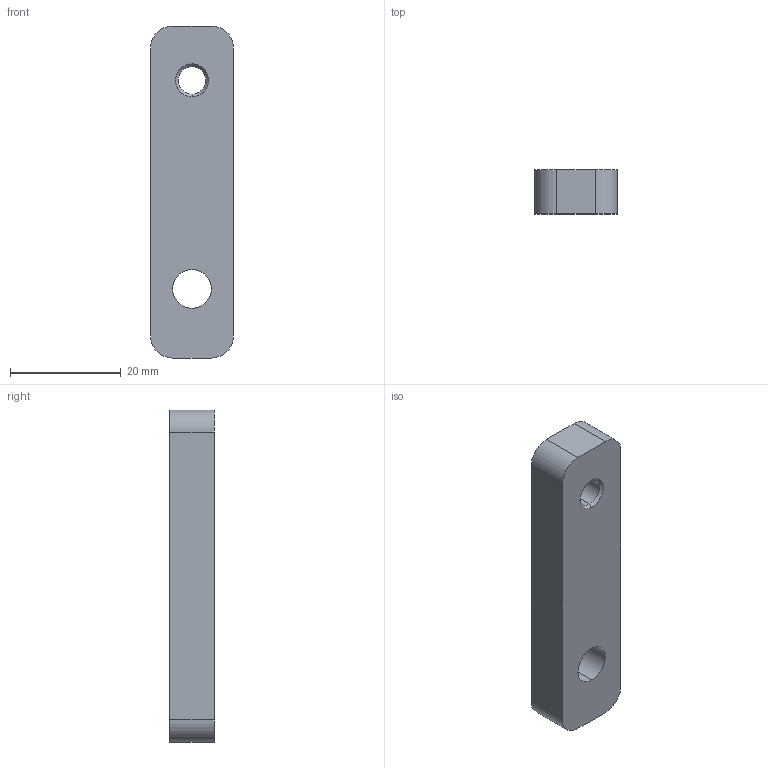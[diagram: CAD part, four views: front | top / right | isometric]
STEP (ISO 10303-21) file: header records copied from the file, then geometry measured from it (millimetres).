
FILE_DESCRIPTION (( 'STEP AP214' ), '1' );
FILE_NAME ('Patin_servo_3-1&4-1.STEP', '2023-06-28T08:00:00', ( '' ), ( '' ), 'SwSTEP 2.0', 'SolidWorks 2023', '' );
FILE_SCHEMA (( 'AUTOMOTIVE_DESIGN' ));
Length unit declared in the file: millimetre
Products named in the file (1): Patin_servo_3-1&4-1
Bounding box: 15 x 8 x 60 mm (x, y, z)
Volume: 6620.2 mm3; surface area: 3092.6 mm2
Topology: 1 solids, 1 shells, 18 faces, 44 edges, 28 vertices
Faces by surface type: cylinder 8, plane 6, cone 4
Entity records: 567 total; most frequent: DIRECTION 102, CARTESIAN_POINT 91, ORIENTED_EDGE 88, EDGE_CURVE 44, AXIS2_PLACEMENT_3D 39, VERTEX_POINT 28, VECTOR 24, LINE 24
